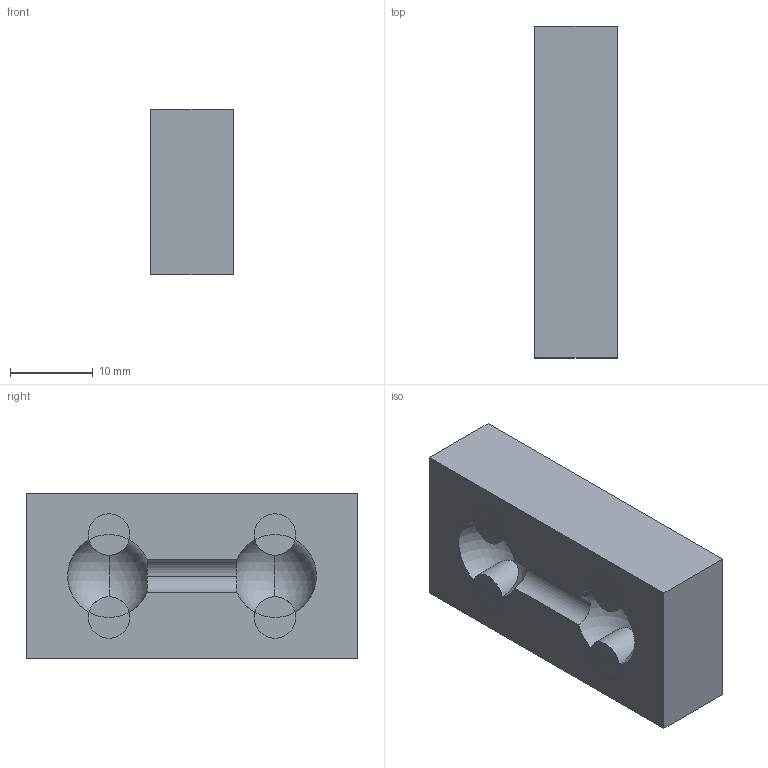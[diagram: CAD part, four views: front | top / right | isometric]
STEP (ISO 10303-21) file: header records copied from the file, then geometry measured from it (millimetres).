
FILE_DESCRIPTION(('FreeCAD Model'),'2;1');
FILE_NAME('Open CASCADE Shape Model','2022-03-16T13:38:09',('Author'),( ''),'Open CASCADE STEP processor 7.5','FreeCAD','Unknown');
FILE_SCHEMA(('AUTOMOTIVE_DESIGN { 1 0 10303 214 1 1 1 1 }'));
Length unit declared in the file: millimetre
Products named in the file (2): Assembly1; Fusion2
Assembly tree (1 placements, depth 2):
  Assembly1
    Fusion2
Bounding box: 10 x 40 x 20 mm (x, y, z)
Volume: 7507.9 mm3; surface area: 3009.3 mm2
Topology: 1 solids, 1 shells, 30 faces, 61 edges, 38 vertices
Faces by surface type: plane 18, cylinder 8, sphere 4
Entity records: 2926 total; most frequent: CARTESIAN_POINT 1613, DIRECTION 251, ORIENTED_EDGE 122, PCURVE 122, DEFINITIONAL_REPRESENTATION 122, CIRCLE 84, AXIS2_PLACEMENT_3D 68, LINE 67
